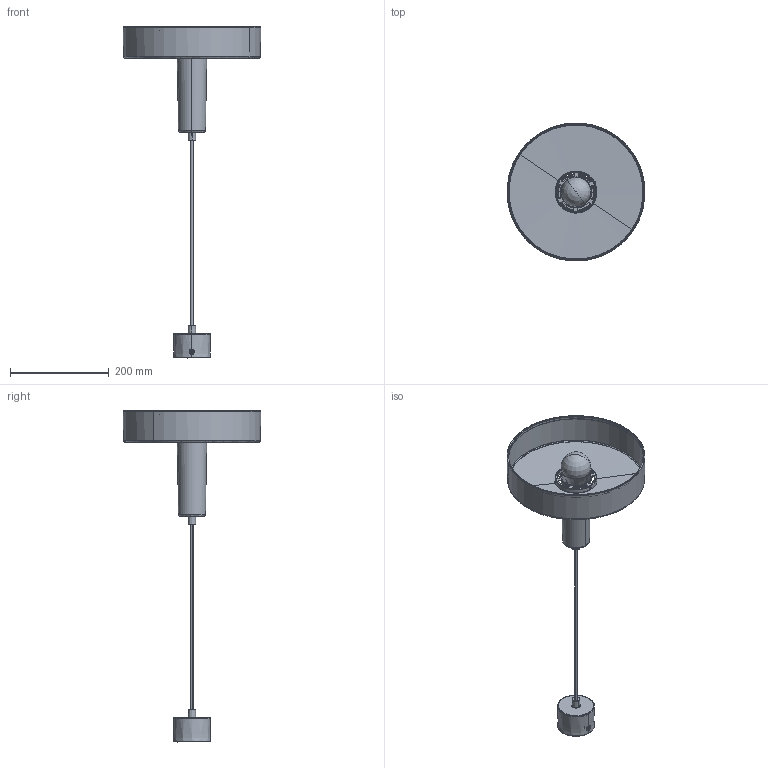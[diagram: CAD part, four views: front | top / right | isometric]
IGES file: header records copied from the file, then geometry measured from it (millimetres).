
Start section: SolidWorks IGES file using analytic representation for surfaces
Global section: file name: Conjunts E27-S_V0.IGS; native system: SolidWorks 2020; preprocessor: SolidWorks 2020; author: ferrangil; date: 230915.125114; units: millimetre
Bounding box: 279.77 x 279.76 x 673.74 mm (x, y, z)
Surface area: 400514.3 mm2 (no closed solid volume)
Topology: 0 solids, 0 shells, 662 faces, 10787 edges, 10783 vertices
Faces by surface type: revolution 339, bspline 323
